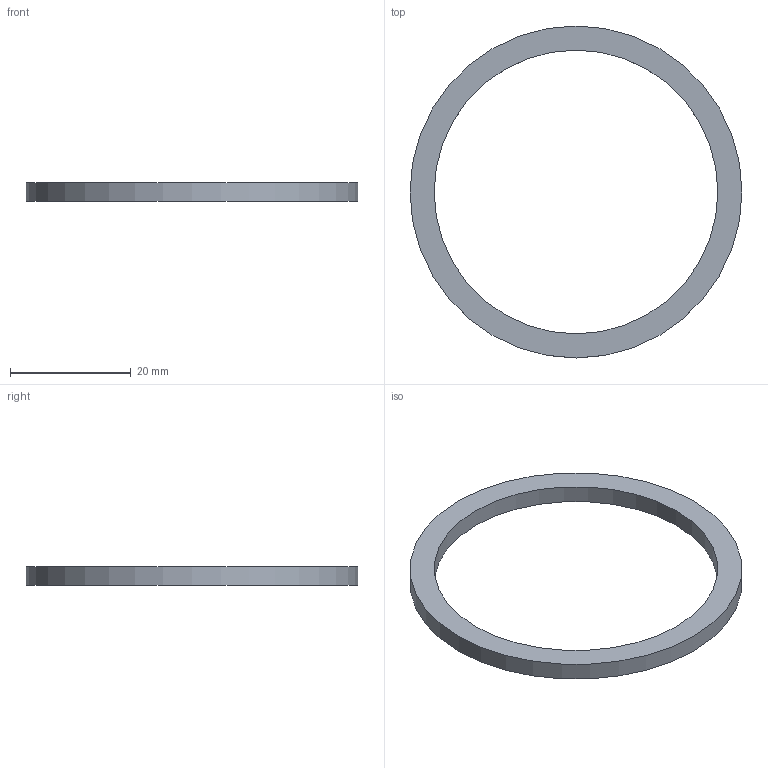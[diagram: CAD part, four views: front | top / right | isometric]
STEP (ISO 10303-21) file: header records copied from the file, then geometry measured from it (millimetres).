
FILE_DESCRIPTION(/* description */ ('Washer PG 36'),/* implementation_level */ '2;1');
FILE_NAME(/* name */ '08501436-RST.stp',/* time_stamp */ '2020-10-07T08:17:53+02:00',/* author */ ('sl'),/* organization */ (''),/* preprocessor_version */ 'ST-DEVELOPER v16.5',/* originating_system */ 'Autodesk Inventor 2017',/* authorisation */ '');
FILE_SCHEMA (('AUTOMOTIVE_DESIGN { 1 0 10303 214 3 1 1 }'));
Length unit declared in the file: millimetre
Products named in the file (1): 08501436
Bounding box: 55 x 55 x 3 mm (x, y, z)
Volume: 1922.7 mm3; surface area: 2243.1 mm2
Topology: 1 solids, 1 shells, 4 faces, 6 edges, 4 vertices
Faces by surface type: cylinder 2, plane 2
Full cylindrical faces by diameter (mm): 47 x1, 55 x1
Entity records: 118 total; most frequent: DIRECTION 18, CARTESIAN_POINT 13, AXIS2_PLACEMENT_3D 9, EDGE_LOOP 8, ORIENTED_EDGE 8, FACE_BOUND 4, FACE_OUTER_BOUND 4, CIRCLE 4
